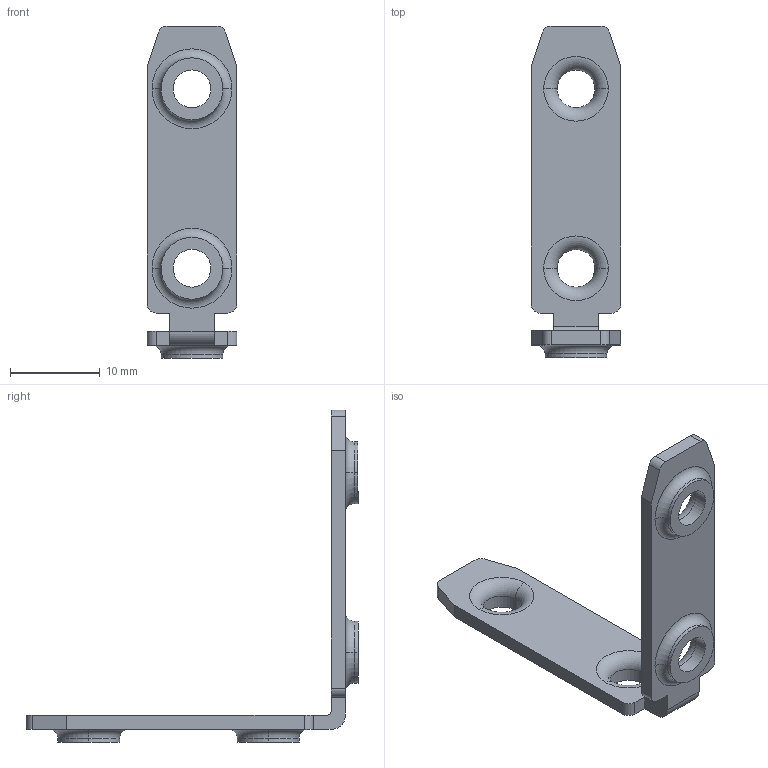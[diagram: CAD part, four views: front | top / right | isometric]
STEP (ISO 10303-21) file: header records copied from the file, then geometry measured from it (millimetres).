
FILE_DESCRIPTION (( 'STEP AP214' ), '1' );
FILE_NAME ('A372 Âíóòðåííèé óãëîâîé ñîåäèíèòåëü, ïàç 6.STEP', '2020-05-18T09:56:56', ( '' ), ( '' ), 'SwSTEP 2.0', 'SolidWorks 2020', '' );
FILE_SCHEMA (( 'AUTOMOTIVE_DESIGN' ));
Length unit declared in the file: millimetre
Products named in the file (1): A372 Âíóòðåííèé óãëîâîé ñîåäèíèòåëü, ïàç 6
Bounding box: 10 x 37 x 37 mm (x, y, z)
Volume: 1076.1 mm3; surface area: 1663.2 mm2
Topology: 1 solids, 1 shells, 66 faces, 164 edges, 104 vertices
Faces by surface type: cylinder 26, plane 24, torus 16
Entity records: 2122 total; most frequent: DIRECTION 382, CARTESIAN_POINT 335, ORIENTED_EDGE 328, EDGE_CURVE 164, AXIS2_PLACEMENT_3D 151, VERTEX_POINT 104, CIRCLE 84, LINE 80
